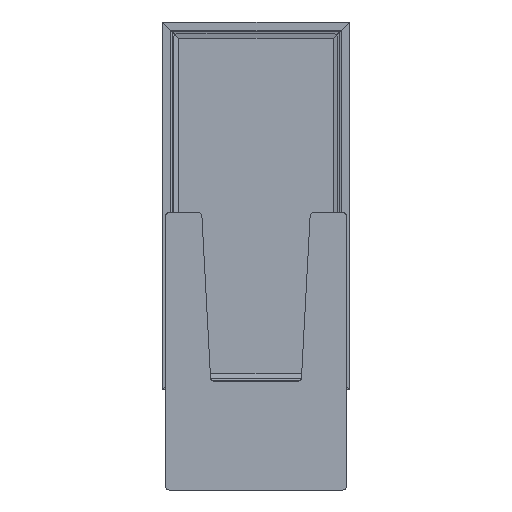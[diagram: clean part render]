
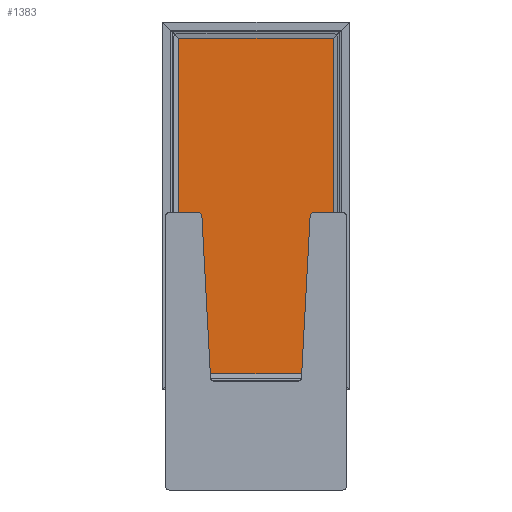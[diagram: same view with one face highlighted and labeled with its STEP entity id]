
A CAD part, left-side view. The second image highlights one B-rep face of the part: STEP entity #1383.
In plain terms, the highlighted face is planar.
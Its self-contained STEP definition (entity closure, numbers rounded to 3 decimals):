
#368 = EDGE_CURVE ( 'NONE', #4923, #7561, #18053, .T. ) ;
#623 = LINE ( 'NONE', #15386, #13572 ) ;
#955 = ORIENTED_EDGE ( 'NONE', *, *, #6017, .F. ) ;
#959 = LINE ( 'NONE', #7058, #10749 ) ;
#1135 = EDGE_CURVE ( 'NONE', #7164, #19109, #959, .T. ) ;
#1329 = VECTOR ( 'NONE', #17856, 1000. ) ;
#1383 = ADVANCED_FACE ( 'NONE', ( #3418 ), #4875, .F. ) ;
#1694 = CARTESIAN_POINT ( 'NONE',  ( 136.213, 522.46, 1948.296 ) ) ;
#1913 = ORIENTED_EDGE ( 'NONE', *, *, #9392, .F. ) ;
#2651 = AXIS2_PLACEMENT_3D ( 'NONE', #16888, #9382, #13916 ) ;
#2740 = VECTOR ( 'NONE', #16093, 1000. ) ;
#3343 = LINE ( 'NONE', #16986, #15790 ) ;
#3418 = FACE_OUTER_BOUND ( 'NONE', #9147, .T. ) ;
#3924 = DIRECTION ( 'NONE',  ( -1., 0., 0. ) ) ;
#4716 = EDGE_CURVE ( 'NONE', #18995, #14948, #16760, .T. ) ;
#4832 = CARTESIAN_POINT ( 'NONE',  ( -130.287, -45.54, 1948.296 ) ) ;
#4875 = PLANE ( 'NONE',  #2651 ) ;
#4923 = VERTEX_POINT ( 'NONE', #10402 ) ;
#5858 = CARTESIAN_POINT ( 'NONE',  ( 131.213, -45.54, 1948.296 ) ) ;
#6017 = EDGE_CURVE ( 'NONE', #7561, #14305, #15137, .T. ) ;
#6034 = DIRECTION ( 'NONE',  ( 0.707, -0.707, 0. ) ) ;
#6190 = EDGE_CURVE ( 'NONE', #19109, #8618, #9485, .T. ) ;
#6436 = DIRECTION ( 'NONE',  ( 0., -1., 0. ) ) ;
#7058 = CARTESIAN_POINT ( 'NONE',  ( 131.213, 527.46, 1948.296 ) ) ;
#7164 = VERTEX_POINT ( 'NONE', #14211 ) ;
#7561 = VERTEX_POINT ( 'NONE', #18843 ) ;
#7695 = LINE ( 'NONE', #4832, #19260 ) ;
#7794 = CARTESIAN_POINT ( 'NONE',  ( -130.287, 527.46, 1948.296 ) ) ;
#7903 = CARTESIAN_POINT ( 'NONE',  ( -135.287, -40.54, 1948.296 ) ) ;
#8618 = VERTEX_POINT ( 'NONE', #9123 ) ;
#9123 = CARTESIAN_POINT ( 'NONE',  ( -135.287, 522.46, 1948.296 ) ) ;
#9147 = EDGE_LOOP ( 'NONE', ( #18407, #1913, #955, #17058, #14710, #15653, #17520, #14736 ) ) ;
#9190 = EDGE_CURVE ( 'NONE', #14948, #4923, #7695, .T. ) ;
#9382 = DIRECTION ( 'NONE',  ( 0., 0., 1. ) ) ;
#9392 = EDGE_CURVE ( 'NONE', #14305, #7164, #3343, .T. ) ;
#9485 = LINE ( 'NONE', #15503, #2740 ) ;
#9666 = EDGE_CURVE ( 'NONE', #8618, #18995, #623, .T. ) ;
#10402 = CARTESIAN_POINT ( 'NONE',  ( 131.213, -45.54, 1948.296 ) ) ;
#10664 = CARTESIAN_POINT ( 'NONE',  ( 136.213, -40.54, 1948.296 ) ) ;
#10749 = VECTOR ( 'NONE', #3924, 1000. ) ;
#10803 = DIRECTION ( 'NONE',  ( 1., 0., 0. ) ) ;
#12460 = DIRECTION ( 'NONE',  ( -0.707, 0.707, 0. ) ) ;
#13572 = VECTOR ( 'NONE', #6436, 1000. ) ;
#13916 = DIRECTION ( 'NONE',  ( -1., 0., 0. ) ) ;
#14211 = CARTESIAN_POINT ( 'NONE',  ( 131.213, 527.46, 1948.296 ) ) ;
#14305 = VERTEX_POINT ( 'NONE', #1694 ) ;
#14710 = ORIENTED_EDGE ( 'NONE', *, *, #9190, .F. ) ;
#14736 = ORIENTED_EDGE ( 'NONE', *, *, #6190, .F. ) ;
#14948 = VERTEX_POINT ( 'NONE', #16496 ) ;
#15137 = LINE ( 'NONE', #10664, #15293 ) ;
#15293 = VECTOR ( 'NONE', #18099, 1000. ) ;
#15386 = CARTESIAN_POINT ( 'NONE',  ( -135.287, 522.46, 1948.296 ) ) ;
#15503 = CARTESIAN_POINT ( 'NONE',  ( -130.287, 527.46, 1948.296 ) ) ;
#15653 = ORIENTED_EDGE ( 'NONE', *, *, #4716, .F. ) ;
#15790 = VECTOR ( 'NONE', #12460, 1000. ) ;
#16093 = DIRECTION ( 'NONE',  ( -0.707, -0.707, 0. ) ) ;
#16496 = CARTESIAN_POINT ( 'NONE',  ( -130.287, -45.54, 1948.296 ) ) ;
#16760 = LINE ( 'NONE', #18234, #19372 ) ;
#16888 = CARTESIAN_POINT ( 'NONE',  ( 0.463, 240.96, 1948.296 ) ) ;
#16986 = CARTESIAN_POINT ( 'NONE',  ( 136.213, 522.46, 1948.296 ) ) ;
#17058 = ORIENTED_EDGE ( 'NONE', *, *, #368, .F. ) ;
#17520 = ORIENTED_EDGE ( 'NONE', *, *, #9666, .F. ) ;
#17856 = DIRECTION ( 'NONE',  ( 0.707, 0.707, 0. ) ) ;
#18053 = LINE ( 'NONE', #5858, #1329 ) ;
#18099 = DIRECTION ( 'NONE',  ( 0., 1., 0. ) ) ;
#18234 = CARTESIAN_POINT ( 'NONE',  ( -135.287, -40.54, 1948.296 ) ) ;
#18407 = ORIENTED_EDGE ( 'NONE', *, *, #1135, .F. ) ;
#18843 = CARTESIAN_POINT ( 'NONE',  ( 136.213, -40.54, 1948.296 ) ) ;
#18995 = VERTEX_POINT ( 'NONE', #7903 ) ;
#19109 = VERTEX_POINT ( 'NONE', #7794 ) ;
#19260 = VECTOR ( 'NONE', #10803, 1000. ) ;
#19372 = VECTOR ( 'NONE', #6034, 1000. ) ;
